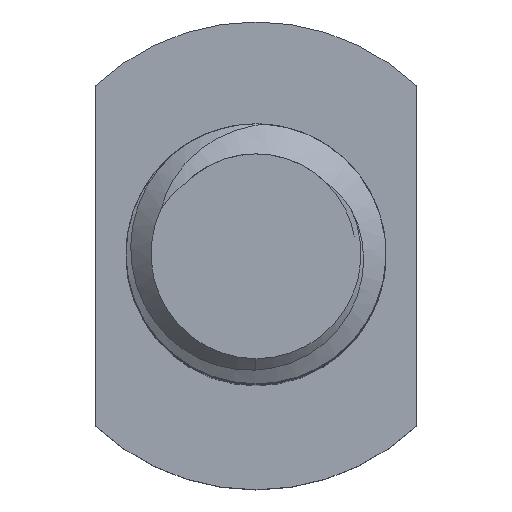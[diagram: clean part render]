
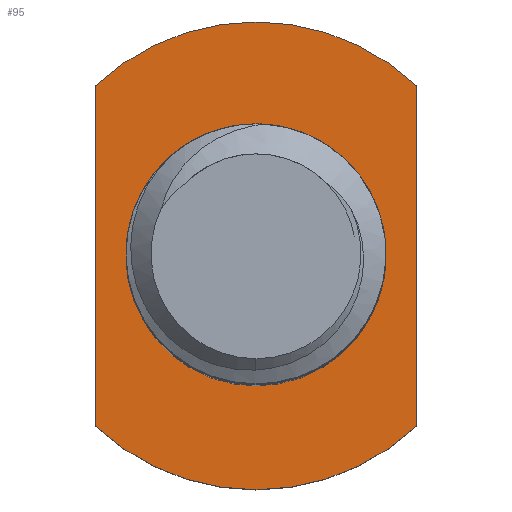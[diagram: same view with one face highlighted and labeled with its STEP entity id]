
A CAD part, top view. The second image highlights one B-rep face of the part: STEP entity #95.
In plain terms, the highlighted planar face has unit normal (0, 0, 1).
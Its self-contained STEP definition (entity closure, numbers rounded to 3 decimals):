
#95=ADVANCED_FACE('',(#200,#201),#202,.F.);
#200=FACE_OUTER_BOUND('',#1833,.T.);
#201=FACE_BOUND('',#1834,.T.);
#202=PLANE('',#1835);
#1833=EDGE_LOOP('',(#2217,#2218,#2219,#2220,#2221,#2222));
#1834=EDGE_LOOP('',(#2223,#2224));
#1835=AXIS2_PLACEMENT_3D('',#2225,#2226,#2227);
#2217=ORIENTED_EDGE('',*,*,#2403,.T.);
#2218=ORIENTED_EDGE('',*,*,#2268,.T.);
#2219=ORIENTED_EDGE('',*,*,#2404,.T.);
#2220=ORIENTED_EDGE('',*,*,#2270,.T.);
#2221=ORIENTED_EDGE('',*,*,#2405,.T.);
#2222=ORIENTED_EDGE('',*,*,#2406,.T.);
#2223=ORIENTED_EDGE('',*,*,#2381,.T.);
#2224=ORIENTED_EDGE('',*,*,#2355,.F.);
#2225=CARTESIAN_POINT('',(0.0,0.0,-10.16));
#2226=DIRECTION('',(0.0,0.0,-1.0));
#2227=DIRECTION('',(0.0,-1.0,0.0));
#2268=EDGE_CURVE('',#2414,#2418,#2420,.T.);
#2270=EDGE_CURVE('',#2424,#2421,#2425,.T.);
#2355=EDGE_CURVE('',#2582,#2584,#2585,.T.);
#2381=EDGE_CURVE('',#2582,#2584,#2613,.T.);
#2403=EDGE_CURVE('',#2643,#2414,#2644,.T.);
#2404=EDGE_CURVE('',#2418,#2424,#2645,.T.);
#2405=EDGE_CURVE('',#2421,#2646,#2647,.T.);
#2406=EDGE_CURVE('',#2646,#2643,#2648,.T.);
#2414=VERTEX_POINT('',#2658);
#2418=VERTEX_POINT('',#2663);
#2420=CIRCLE('',#2666,1.905);
#2421=VERTEX_POINT('',#2667);
#2424=VERTEX_POINT('',#2671);
#2425=CIRCLE('',#2672,1.905);
#2582=VERTEX_POINT('',#3631);
#2584=VERTEX_POINT('',#3634);
#2585=CIRCLE('',#3635,1.059);
#2613=CIRCLE('',#4085,1.059);
#2643=VERTEX_POINT('',#4912);
#2644=CIRCLE('',#4913,1.905);
#2645=LINE('',#4914,#4915);
#2646=VERTEX_POINT('',#4916);
#2647=CIRCLE('',#4917,1.905);
#2648=LINE('',#4918,#4919);
#2658=CARTESIAN_POINT('',(0.,1.905,-10.16));
#2663=CARTESIAN_POINT('',(-1.308,1.385,-10.16));
#2666=AXIS2_PLACEMENT_3D('',#4937,#4938,#4939);
#2667=CARTESIAN_POINT('',(0.,-1.905,-10.16));
#2671=CARTESIAN_POINT('',(-1.308,-1.385,-10.16));
#2672=AXIS2_PLACEMENT_3D('',#4941,#4942,#4943);
#3631=CARTESIAN_POINT('',(0.0,-1.059,-10.16));
#3634=CARTESIAN_POINT('',(0.0,1.059,-10.16));
#3635=AXIS2_PLACEMENT_3D('',#5002,#5003,#5004);
#4085=AXIS2_PLACEMENT_3D('',#5009,#5010,#5011);
#4912=CARTESIAN_POINT('',(1.308,1.385,-10.16));
#4913=AXIS2_PLACEMENT_3D('',#5020,#5021,#5022);
#4914=CARTESIAN_POINT('',(-1.308,1.385,-10.16));
#4915=VECTOR('',#5023,2.77);
#4916=CARTESIAN_POINT('',(1.308,-1.385,-10.16));
#4917=AXIS2_PLACEMENT_3D('',#5024,#5025,#5026);
#4918=CARTESIAN_POINT('',(1.308,-1.385,-10.16));
#4919=VECTOR('',#5027,2.77);
#4937=CARTESIAN_POINT('',(0.0,0.0,-10.16));
#4938=DIRECTION('',(0.0,-0.0,1.0));
#4939=DIRECTION('',(0.687,0.727,0.0));
#4941=CARTESIAN_POINT('',(0.0,0.0,-10.16));
#4942=DIRECTION('',(0.0,0.0,1.0));
#4943=DIRECTION('',(-0.687,-0.727,0.0));
#5002=CARTESIAN_POINT('',(0.0,0.0,-10.16));
#5003=DIRECTION('',(0.0,0.0,1.0));
#5004=DIRECTION('',(0.0,-1.0,0.0));
#5009=CARTESIAN_POINT('',(0.0,0.0,-10.16));
#5010=DIRECTION('',(0.0,0.0,-1.0));
#5011=DIRECTION('',(0.0,-1.0,0.0));
#5020=CARTESIAN_POINT('',(0.0,0.0,-10.16));
#5021=DIRECTION('',(0.0,-0.0,1.0));
#5022=DIRECTION('',(0.687,0.727,0.0));
#5023=DIRECTION('',(0.0,-1.0,0.0));
#5024=CARTESIAN_POINT('',(0.0,0.0,-10.16));
#5025=DIRECTION('',(0.0,0.0,1.0));
#5026=DIRECTION('',(-0.687,-0.727,0.0));
#5027=DIRECTION('',(0.0,1.0,0.0));
